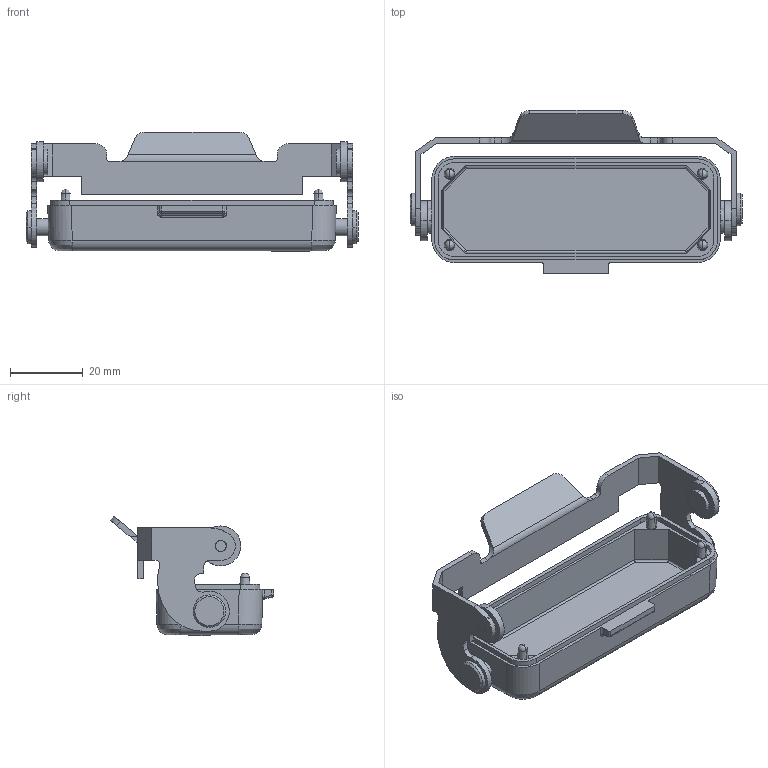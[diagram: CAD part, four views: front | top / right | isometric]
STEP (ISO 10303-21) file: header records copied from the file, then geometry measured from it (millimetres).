
FILE_DESCRIPTION(('Creo Elements/Direct Modeling STEP Export'),'2;1');
FILE_NAME('223mij862mo8spo700','2024-05-13T16:35:39',(''),(''),'Creo Elements/Direct Modeling STEP processor for AP214 (Solid Model)','Creo Elements/Direct Modeling 20.5B 27-May-2023 (C) Parametric Technology GmbH','');
FILE_SCHEMA(('AUTOMOTIVE_DESIGN { 1 0 10303 214 1 1 1 1 }'));
Length unit declared in the file: millimetre
Products named in the file (3): CZ7C_25_LG; CZ7C_25_LG.stp
Assembly tree (2 placements, depth 3):
  CZ7C_25_LG.stp
    CZ7C_25_LG
      CZ7C_25_LG
Bounding box: 91.5 x 44.98 x 33.01 mm (x, y, z)
Volume: 14776.7 mm3; surface area: 15032.2 mm2
Topology: 1 solids, 3 shells, 265 faces, 674 edges, 430 vertices
Faces by surface type: plane 120, cylinder 117, cone 12, sphere 10, bspline 6
Entity records: 10892 total; most frequent: CARTESIAN_POINT 2396, ORIENTED_EDGE 1328, DIRECTION 1312, EDGE_CURVE 664, AXIS2_PLACEMENT_3D 460, VERTEX_POINT 430, VECTOR 392, LINE 392
